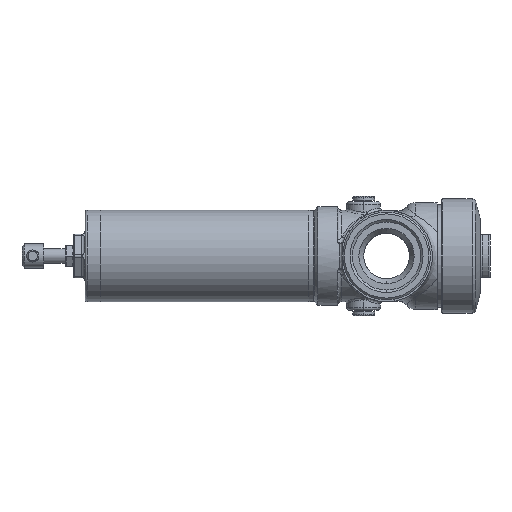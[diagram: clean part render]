
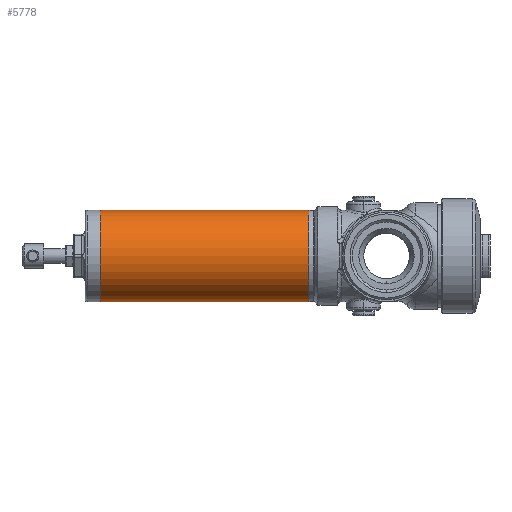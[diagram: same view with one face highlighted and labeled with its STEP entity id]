
A CAD part, left-side view. The second image highlights one B-rep face of the part: STEP entity #5778.
In plain terms, the highlighted cylindrical face has radius 38 mm (diameter 76 mm), a partial arc.
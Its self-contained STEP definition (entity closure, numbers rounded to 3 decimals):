
#921 = CARTESIAN_POINT ( 'NONE',  ( 0., 238., 38. ) ) ;
#1220 = LINE ( 'NONE', #6753, #13224 ) ;
#1287 = ORIENTED_EDGE ( 'NONE', *, *, #7003, .T. ) ;
#1801 = CARTESIAN_POINT ( 'NONE',  ( 0., 239.5, 0. ) ) ;
#2123 = EDGE_CURVE ( 'NONE', #9680, #12218, #9524, .T. ) ;
#2492 = AXIS2_PLACEMENT_3D ( 'NONE', #13573, #6574, #14738 ) ;
#2493 = AXIS2_PLACEMENT_3D ( 'NONE', #1801, #12332, #5293 ) ;
#2785 = ORIENTED_EDGE ( 'NONE', *, *, #10889, .T. ) ;
#3317 = CARTESIAN_POINT ( 'NONE',  ( 0., 64.6, -38. ) ) ;
#3788 = EDGE_CURVE ( 'NONE', #9680, #14581, #13147, .T. ) ;
#4174 = AXIS2_PLACEMENT_3D ( 'NONE', #4320, #12475, #5474 ) ;
#4320 = CARTESIAN_POINT ( 'NONE',  ( 0., 64.6, 0. ) ) ;
#4690 = ORIENTED_EDGE ( 'NONE', *, *, #3788, .F. ) ;
#5293 = DIRECTION ( 'NONE',  ( 0., 0., 1. ) ) ;
#5474 = DIRECTION ( 'NONE',  ( 0., 0., -1. ) ) ;
#5778 = ADVANCED_FACE ( 'NONE', ( #11027 ), #10661, .T. ) ;
#6574 = DIRECTION ( 'NONE',  ( 0., -1., 0. ) ) ;
#6753 = CARTESIAN_POINT ( 'NONE',  ( 0., 239.5, -38. ) ) ;
#7003 = EDGE_CURVE ( 'NONE', #12218, #14079, #1220, .T. ) ;
#7952 = CIRCLE ( 'NONE', #4174, 38. ) ;
#8680 = CARTESIAN_POINT ( 'NONE',  ( 0., 64.6, 38. ) ) ;
#8841 = EDGE_LOOP ( 'NONE', ( #14153, #1287, #2785, #4690 ) ) ;
#9082 = DIRECTION ( 'NONE',  ( 0., -1., 0. ) ) ;
#9524 = CIRCLE ( 'NONE', #2492, 38. ) ;
#9680 = VERTEX_POINT ( 'NONE', #921 ) ;
#10661 = CYLINDRICAL_SURFACE ( 'NONE', #2493, 38. ) ;
#10889 = EDGE_CURVE ( 'NONE', #14079, #14581, #7952, .T. ) ;
#11027 = FACE_OUTER_BOUND ( 'NONE', #8841, .T. ) ;
#11164 = CARTESIAN_POINT ( 'NONE',  ( 0., 239.5, 38. ) ) ;
#11319 = DIRECTION ( 'NONE',  ( 0., -1., 0. ) ) ;
#12218 = VERTEX_POINT ( 'NONE', #14042 ) ;
#12332 = DIRECTION ( 'NONE',  ( 0., -1., 0. ) ) ;
#12475 = DIRECTION ( 'NONE',  ( 0., 1., 0. ) ) ;
#13147 = LINE ( 'NONE', #11164, #13518 ) ;
#13224 = VECTOR ( 'NONE', #9082, 1000. ) ;
#13518 = VECTOR ( 'NONE', #11319, 1000. ) ;
#13573 = CARTESIAN_POINT ( 'NONE',  ( 0., 238., 0. ) ) ;
#14042 = CARTESIAN_POINT ( 'NONE',  ( 0., 238., -38. ) ) ;
#14079 = VERTEX_POINT ( 'NONE', #3317 ) ;
#14153 = ORIENTED_EDGE ( 'NONE', *, *, #2123, .T. ) ;
#14581 = VERTEX_POINT ( 'NONE', #8680 ) ;
#14738 = DIRECTION ( 'NONE',  ( 0., 0., -1. ) ) ;
